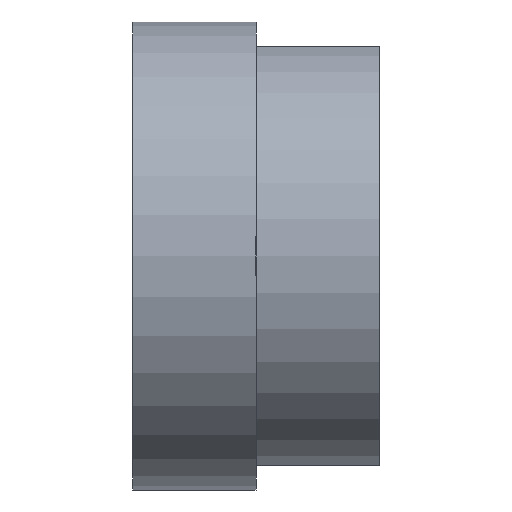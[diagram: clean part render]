
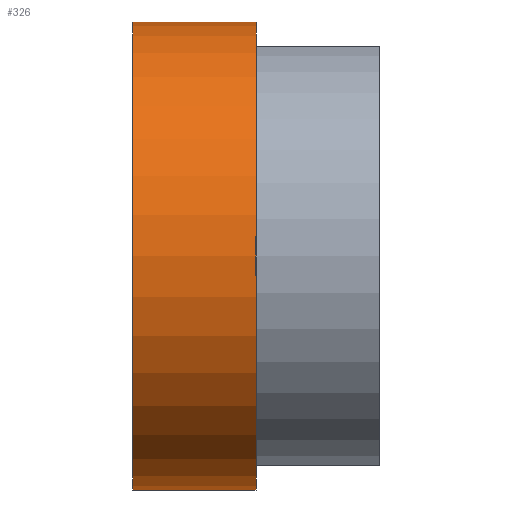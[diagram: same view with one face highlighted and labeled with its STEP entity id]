
A CAD part, left-side view. The second image highlights one B-rep face of the part: STEP entity #326.
In plain terms, the highlighted cylindrical face has radius 9.5 mm (diameter 19 mm), a partial arc.
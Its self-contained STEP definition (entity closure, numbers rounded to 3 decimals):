
#5 = DIRECTION ( 'NONE',  ( 0., 1., 0. ) ) ;
#23 = CARTESIAN_POINT ( 'NONE',  ( 0., 0., 9.5 ) ) ;
#31 = CARTESIAN_POINT ( 'NONE',  ( 0., 5., -9.5 ) ) ;
#50 = ORIENTED_EDGE ( 'NONE', *, *, #387, .F. ) ;
#51 = CARTESIAN_POINT ( 'NONE',  ( 0., 5., 9.5 ) ) ;
#59 = VERTEX_POINT ( 'NONE', #31 ) ;
#83 = EDGE_LOOP ( 'NONE', ( #191, #50, #450, #451 ) ) ;
#95 = FACE_OUTER_BOUND ( 'NONE', #83, .T. ) ;
#129 = CIRCLE ( 'NONE', #290, 9.5 ) ;
#133 = LINE ( 'NONE', #51, #397 ) ;
#149 = AXIS2_PLACEMENT_3D ( 'NONE', #242, #5, #239 ) ;
#152 = EDGE_CURVE ( 'NONE', #346, #412, #254, .T. ) ;
#162 = CARTESIAN_POINT ( 'NONE',  ( 0., 5., 9.5 ) ) ;
#191 = ORIENTED_EDGE ( 'NONE', *, *, #328, .F. ) ;
#203 = DIRECTION ( 'NONE',  ( 0., -1., 0. ) ) ;
#239 = DIRECTION ( 'NONE',  ( 0., 0., 1. ) ) ;
#242 = CARTESIAN_POINT ( 'NONE',  ( 0., 0., 0. ) ) ;
#251 = VERTEX_POINT ( 'NONE', #162 ) ;
#254 = CIRCLE ( 'NONE', #149, 9.5 ) ;
#258 = DIRECTION ( 'NONE',  ( 0., -1., 0. ) ) ;
#265 = CARTESIAN_POINT ( 'NONE',  ( 0., 5., 0. ) ) ;
#290 = AXIS2_PLACEMENT_3D ( 'NONE', #265, #420, #516 ) ;
#326 = ADVANCED_FACE ( 'NONE', ( #95 ), #366, .T. ) ;
#328 = EDGE_CURVE ( 'NONE', #251, #412, #133, .T. ) ;
#343 = DIRECTION ( 'NONE',  ( 0., -1., 0. ) ) ;
#346 = VERTEX_POINT ( 'NONE', #464 ) ;
#366 = CYLINDRICAL_SURFACE ( 'NONE', #375, 9.5 ) ;
#375 = AXIS2_PLACEMENT_3D ( 'NONE', #415, #203, #501 ) ;
#387 = EDGE_CURVE ( 'NONE', #59, #251, #129, .T. ) ;
#397 = VECTOR ( 'NONE', #258, 1000. ) ;
#412 = VERTEX_POINT ( 'NONE', #23 ) ;
#415 = CARTESIAN_POINT ( 'NONE',  ( 0., 5., 0. ) ) ;
#420 = DIRECTION ( 'NONE',  ( 0., 1., 0. ) ) ;
#422 = CARTESIAN_POINT ( 'NONE',  ( 0., 5., -9.5 ) ) ;
#450 = ORIENTED_EDGE ( 'NONE', *, *, #503, .T. ) ;
#451 = ORIENTED_EDGE ( 'NONE', *, *, #152, .T. ) ;
#464 = CARTESIAN_POINT ( 'NONE',  ( 0., 0., -9.5 ) ) ;
#480 = VECTOR ( 'NONE', #343, 1000. ) ;
#494 = LINE ( 'NONE', #422, #480 ) ;
#501 = DIRECTION ( 'NONE',  ( 0., 0., -1. ) ) ;
#503 = EDGE_CURVE ( 'NONE', #59, #346, #494, .T. ) ;
#516 = DIRECTION ( 'NONE',  ( 0., 0., 1. ) ) ;
